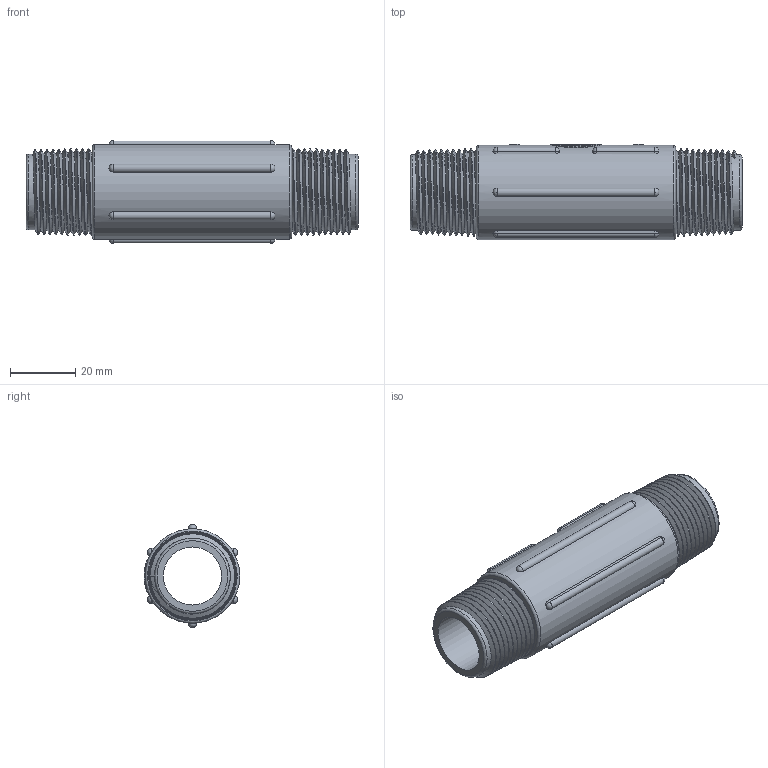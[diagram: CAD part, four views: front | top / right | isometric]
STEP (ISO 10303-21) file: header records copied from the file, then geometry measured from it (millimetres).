
FILE_DESCRIPTION(/* description */ ('3/4" X 6" PIPE NIPPLE'),/* implementation_level */ '2;1');
FILE_NAME(/* name */ 'NIP075-4.stp',/* time_stamp */ '2013-10-17T13:03:53-04:00',/* author */ ('DTruax'),/* organization */ (''),/* preprocessor_version */ 'ST-DEVELOPER v15.2',/* originating_system */ 'Autodesk Inventor 2014',/* authorisation */ '');
FILE_SCHEMA (('AUTOMOTIVE_DESIGN { 1 0 10303 214 3 1 1 }'));
Products named in the file (1): NIP075-4
Bounding box: 101.6 x 29.21 x 31.49 mm (x, y, z)
Volume: 35326 mm3; surface area: 17707.6 mm2
Topology: 1 solids, 1 shells, 417 faces, 1091 edges, 719 vertices
Faces by surface type: bspline 251, cylinder 64, plane 56, cone 26, sphere 16, torus 4
Full cylindrical faces by diameter (mm): 17.78 x1, 28.956 x1
Entity records: 64052 total; most frequent: CARTESIAN_POINT 56240, ORIENTED_EDGE 2018, EDGE_CURVE 1009, DIRECTION 777, VERTEX_POINT 672, B_SPLINE_CURVE_WITH_KNOTS 588, EDGE_LOOP 457, ADVANCED_FACE 397
